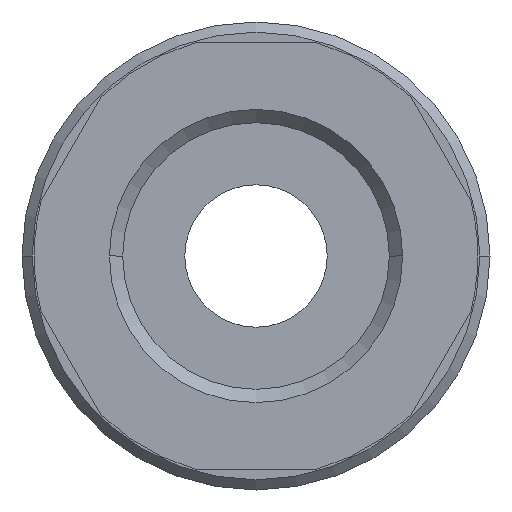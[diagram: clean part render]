
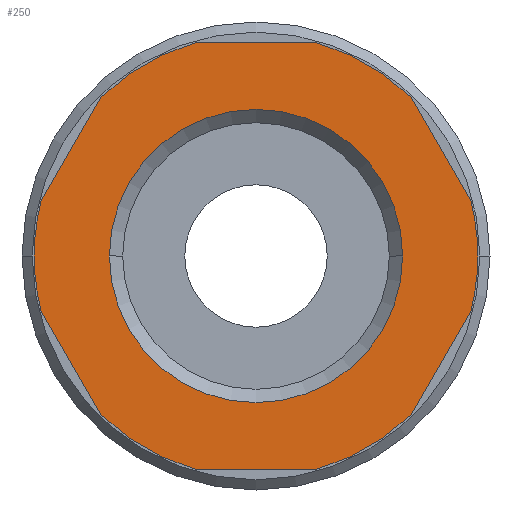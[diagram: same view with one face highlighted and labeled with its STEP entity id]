
A CAD part, front view. The second image highlights one B-rep face of the part: STEP entity #250.
In plain terms, the highlighted planar face has unit normal (0, -1, 0).
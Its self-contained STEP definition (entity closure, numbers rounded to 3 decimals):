
#250=ADVANCED_FACE('',(#514,#515),#516,.T.);
#514=FACE_BOUND('',#783,.T.);
#515=FACE_OUTER_BOUND('',#784,.T.);
#516=PLANE('',#785);
#783=EDGE_LOOP('',(#1408,#1409));
#784=EDGE_LOOP('',(#1410,#1411,#1412,#1413,#1414,#1415,#1416,#1417,#1418,#1419,#1420,#1421,#1422,#1423));
#785=AXIS2_PLACEMENT_3D('',#1424,#1425,#1426);
#1408=ORIENTED_EDGE('',*,*,#1680,.T.);
#1409=ORIENTED_EDGE('',*,*,#1775,.T.);
#1410=ORIENTED_EDGE('',*,*,#1545,.T.);
#1411=ORIENTED_EDGE('',*,*,#1631,.F.);
#1412=ORIENTED_EDGE('',*,*,#1530,.T.);
#1413=ORIENTED_EDGE('',*,*,#1751,.F.);
#1414=ORIENTED_EDGE('',*,*,#1628,.T.);
#1415=ORIENTED_EDGE('',*,*,#1758,.F.);
#1416=ORIENTED_EDGE('',*,*,#1542,.F.);
#1417=ORIENTED_EDGE('',*,*,#1777,.T.);
#1418=ORIENTED_EDGE('',*,*,#1635,.F.);
#1419=ORIENTED_EDGE('',*,*,#1725,.T.);
#1420=ORIENTED_EDGE('',*,*,#1642,.F.);
#1421=ORIENTED_EDGE('',*,*,#1779,.T.);
#1422=ORIENTED_EDGE('',*,*,#1754,.F.);
#1423=ORIENTED_EDGE('',*,*,#1773,.F.);
#1424=CARTESIAN_POINT('',(5.45,0.0,0.0));
#1425=DIRECTION('',(-0.0,-1.0,-0.0));
#1426=DIRECTION('',(-1.0,0.0,0.0));
#1530=EDGE_CURVE('',#1800,#1797,#1801,.T.);
#1542=EDGE_CURVE('',#1820,#1815,#1822,.T.);
#1545=EDGE_CURVE('',#1827,#1824,#1828,.T.);
#1628=EDGE_CURVE('',#1965,#1963,#1966,.T.);
#1631=EDGE_CURVE('',#1800,#1824,#1969,.T.);
#1635=EDGE_CURVE('',#1973,#1971,#1975,.T.);
#1642=EDGE_CURVE('',#1982,#1980,#1984,.T.);
#1680=EDGE_CURVE('',#2041,#2039,#2042,.T.);
#1725=EDGE_CURVE('',#1973,#1980,#2097,.T.);
#1751=EDGE_CURVE('',#1965,#1797,#2127,.T.);
#1754=EDGE_CURVE('',#2129,#2131,#2132,.T.);
#1758=EDGE_CURVE('',#1815,#1963,#2136,.T.);
#1773=EDGE_CURVE('',#1827,#2129,#2151,.T.);
#1775=EDGE_CURVE('',#2039,#2041,#2153,.T.);
#1777=EDGE_CURVE('',#1820,#1971,#2155,.T.);
#1779=EDGE_CURVE('',#1982,#2131,#2157,.T.);
#1797=VERTEX_POINT('',#2175);
#1800=VERTEX_POINT('',#2179);
#1801=LINE('',#2180,#2181);
#1815=VERTEX_POINT('',#2199);
#1820=VERTEX_POINT('',#2205);
#1822=CIRCLE('',#2208,10.9);
#1824=VERTEX_POINT('',#2210);
#1827=VERTEX_POINT('',#2214);
#1828=LINE('',#2215,#2216);
#1963=VERTEX_POINT('',#2494);
#1965=VERTEX_POINT('',#2497);
#1966=LINE('',#2498,#2499);
#1969=CIRCLE('',#2503,10.9);
#1971=VERTEX_POINT('',#2505);
#1973=VERTEX_POINT('',#2508);
#1975=CIRCLE('',#2511,10.9);
#1980=VERTEX_POINT('',#2518);
#1982=VERTEX_POINT('',#2521);
#1984=CIRCLE('',#2524,10.9);
#2039=VERTEX_POINT('',#2643);
#2041=VERTEX_POINT('',#2646);
#2042=CIRCLE('',#2647,7.205);
#2097=LINE('',#2732,#2733);
#2127=CIRCLE('',#2804,10.9);
#2129=VERTEX_POINT('',#2806);
#2131=VERTEX_POINT('',#2809);
#2132=CIRCLE('',#2810,10.9);
#2136=CIRCLE('',#2815,10.9);
#2151=CIRCLE('',#2863,10.9);
#2153=CIRCLE('',#2865,7.205);
#2155=LINE('',#2867,#2868);
#2157=LINE('',#2870,#2871);
#2175=CARTESIAN_POINT('',(2.926,0.0,-10.5));
#2179=CARTESIAN_POINT('',(-2.926,0.0,-10.5));
#2180=CARTESIAN_POINT('',(2.725,0.0,-10.5));
#2181=VECTOR('',#2891,1.0);
#2199=CARTESIAN_POINT('',(10.9,0.0,0.));
#2205=CARTESIAN_POINT('',(10.556,0.0,2.716));
#2208=AXIS2_PLACEMENT_3D('',#2907,#2908,#2909);
#2210=CARTESIAN_POINT('',(-7.63,0.0,-7.784));
#2214=CARTESIAN_POINT('',(-10.556,0.0,-2.716));
#2215=CARTESIAN_POINT('',(-8.412,0.0,-6.43));
#2216=VECTOR('',#2911,1.0);
#2494=CARTESIAN_POINT('',(10.556,0.0,-2.716));
#2497=CARTESIAN_POINT('',(7.63,0.0,-7.784));
#2498=CARTESIAN_POINT('',(9.775,0.0,-4.07));
#2499=VECTOR('',#3031,1.0);
#2503=AXIS2_PLACEMENT_3D('',#3033,#3034,#3035);
#2505=CARTESIAN_POINT('',(7.63,0.0,7.784));
#2508=CARTESIAN_POINT('',(2.926,0.0,10.5));
#2511=AXIS2_PLACEMENT_3D('',#3038,#3039,#3040);
#2518=CARTESIAN_POINT('',(-2.926,0.0,10.5));
#2521=CARTESIAN_POINT('',(-7.63,0.0,7.784));
#2524=AXIS2_PLACEMENT_3D('',#3045,#3046,#3047);
#2643=CARTESIAN_POINT('',(7.205,0.0,0.));
#2646=CARTESIAN_POINT('',(-7.205,0.0,0.));
#2647=AXIS2_PLACEMENT_3D('',#3094,#3095,#3096);
#2732=CARTESIAN_POINT('',(2.725,0.0,10.5));
#2733=VECTOR('',#3168,1.0);
#2804=AXIS2_PLACEMENT_3D('',#3186,#3187,#3188);
#2806=CARTESIAN_POINT('',(-10.9,0.0,0.));
#2809=CARTESIAN_POINT('',(-10.556,0.0,2.716));
#2810=AXIS2_PLACEMENT_3D('',#3190,#3191,#3192);
#2815=AXIS2_PLACEMENT_3D('',#3194,#3195,#3196);
#2863=AXIS2_PLACEMENT_3D('',#3206,#3207,#3208);
#2865=AXIS2_PLACEMENT_3D('',#3209,#3210,#3211);
#2867=CARTESIAN_POINT('',(9.775,0.0,4.07));
#2868=VECTOR('',#3212,1.0);
#2870=CARTESIAN_POINT('',(-8.412,0.0,6.43));
#2871=VECTOR('',#3213,1.0);
#2891=DIRECTION('',(1.0,-0.0,0.0));
#2907=CARTESIAN_POINT('',(0.0,0.0,0.0));
#2908=DIRECTION('',(-0.0,1.0,0.0));
#2909=DIRECTION('',(1.0,0.0,0.0));
#2911=DIRECTION('',(0.5,0.0,-0.866));
#3031=DIRECTION('',(0.5,-0.0,0.866));
#3033=CARTESIAN_POINT('',(0.0,0.0,0.0));
#3034=DIRECTION('',(-0.0,1.0,0.0));
#3035=DIRECTION('',(1.0,0.0,0.0));
#3038=CARTESIAN_POINT('',(0.0,0.0,0.0));
#3039=DIRECTION('',(-0.0,1.0,0.0));
#3040=DIRECTION('',(1.0,0.0,0.0));
#3045=CARTESIAN_POINT('',(0.0,0.0,0.0));
#3046=DIRECTION('',(-0.0,1.0,0.0));
#3047=DIRECTION('',(1.0,0.0,0.0));
#3094=CARTESIAN_POINT('',(0.0,0.0,0.0));
#3095=DIRECTION('',(-0.0,1.0,0.0));
#3096=DIRECTION('',(1.0,0.0,0.0));
#3168=DIRECTION('',(-1.0,0.0,0.));
#3186=CARTESIAN_POINT('',(0.0,0.0,0.0));
#3187=DIRECTION('',(-0.0,1.0,0.0));
#3188=DIRECTION('',(1.0,0.0,0.0));
#3190=CARTESIAN_POINT('',(0.0,0.0,0.0));
#3191=DIRECTION('',(-0.0,1.0,0.0));
#3192=DIRECTION('',(1.0,0.0,0.0));
#3194=CARTESIAN_POINT('',(0.0,0.0,0.0));
#3195=DIRECTION('',(-0.0,1.0,0.0));
#3196=DIRECTION('',(1.0,0.0,0.0));
#3206=CARTESIAN_POINT('',(0.0,0.0,0.0));
#3207=DIRECTION('',(-0.0,1.0,0.0));
#3208=DIRECTION('',(1.0,0.0,0.0));
#3209=CARTESIAN_POINT('',(0.0,0.0,0.0));
#3210=DIRECTION('',(-0.0,1.0,0.0));
#3211=DIRECTION('',(1.0,0.0,0.0));
#3212=DIRECTION('',(-0.5,0.0,0.866));
#3213=DIRECTION('',(-0.5,0.0,-0.866));
